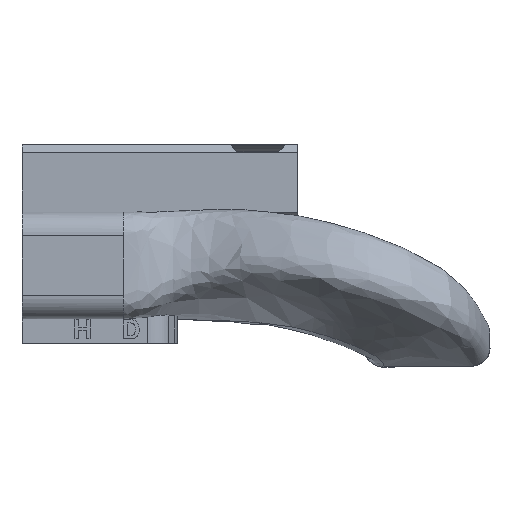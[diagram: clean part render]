
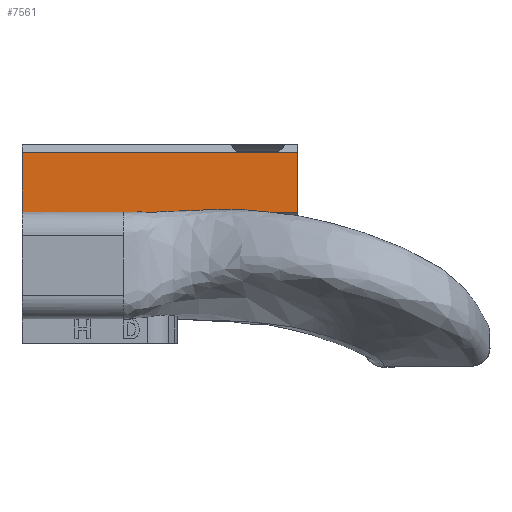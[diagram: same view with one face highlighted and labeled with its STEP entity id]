
A CAD part, left-side view. The second image highlights one B-rep face of the part: STEP entity #7561.
In plain terms, the highlighted planar face has unit normal (-1, 0, 0).
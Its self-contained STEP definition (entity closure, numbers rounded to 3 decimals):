
#195=PLANE('',#7905);
#707=FACE_OUTER_BOUND('',#1120,.T.);
#1120=EDGE_LOOP('',(#6750,#6751,#6752,#6753,#6754,#6755,#6756));
#1487=B_SPLINE_CURVE_WITH_KNOTS('',3,(#24615,#24616,#24617,#24618,#24619,
#24620),.UNSPECIFIED.,.F.,.F.,(4,2,4),(-0.465,-0.254,
0.),.UNSPECIFIED.);
#2010=LINE('',#25804,#2577);
#2242=LINE('',#36869,#2809);
#2246=LINE('',#36876,#2813);
#2253=LINE('',#36894,#2820);
#2254=LINE('',#36896,#2821);
#2255=LINE('',#36897,#2822);
#2577=VECTOR('',#8527,10.);
#2809=VECTOR('',#8971,5.649);
#2813=VECTOR('',#8981,10.);
#2820=VECTOR('',#9008,8.516);
#2821=VECTOR('',#9009,7.5);
#2822=VECTOR('',#9010,27.3);
#3245=VERTEX_POINT('',#24607);
#3246=VERTEX_POINT('',#24614);
#3247=VERTEX_POINT('',#24621);
#3257=VERTEX_POINT('',#25801);
#3258=VERTEX_POINT('',#25803);
#3611=VERTEX_POINT('',#36893);
#3612=VERTEX_POINT('',#36895);
#4155=EDGE_CURVE('',#3245,#3246,#1487,.T.);
#4178=EDGE_CURVE('',#3257,#3258,#2010,.T.);
#4697=EDGE_CURVE('',#3246,#3247,#2242,.T.);
#4701=EDGE_CURVE('',#3247,#3257,#2246,.T.);
#4708=EDGE_CURVE('',#3611,#3245,#2253,.T.);
#4709=EDGE_CURVE('',#3611,#3612,#2254,.T.);
#4710=EDGE_CURVE('',#3612,#3258,#2255,.T.);
#6750=ORIENTED_EDGE('',*,*,#4155,.F.);
#6751=ORIENTED_EDGE('',*,*,#4708,.F.);
#6752=ORIENTED_EDGE('',*,*,#4709,.T.);
#6753=ORIENTED_EDGE('',*,*,#4710,.T.);
#6754=ORIENTED_EDGE('',*,*,#4178,.F.);
#6755=ORIENTED_EDGE('',*,*,#4701,.F.);
#6756=ORIENTED_EDGE('',*,*,#4697,.F.);
#7561=ADVANCED_FACE('',(#707),#195,.T.);
#7905=AXIS2_PLACEMENT_3D('',#36892,#9006,#9007);
#8527=DIRECTION('',(0.,0.,1.));
#8971=DIRECTION('',(0.,1.,0.));
#8981=DIRECTION('',(0.,1.,0.));
#9006=DIRECTION('center_axis',(-1.,0.,0.));
#9007=DIRECTION('ref_axis',(0.,0.,1.));
#9008=DIRECTION('',(0.,1.,0.));
#9009=DIRECTION('',(0.,0.,1.));
#9010=DIRECTION('',(0.,1.,0.));
#24607=CARTESIAN_POINT('',(58.,-5.134,-20.));
#24614=CARTESIAN_POINT('',(58.,2.701,-20.));
#24615=CARTESIAN_POINT('Ctrl Pts',(58.,-5.134,-20.));
#24616=CARTESIAN_POINT('Ctrl Pts',(58.,-3.45,-19.769));
#24617=CARTESIAN_POINT('Ctrl Pts',(58.,-1.722,-19.749));
#24618=CARTESIAN_POINT('Ctrl Pts',(58.,1.213,-19.812));
#24619=CARTESIAN_POINT('Ctrl Pts',(58.,1.86,-19.919));
#24620=CARTESIAN_POINT('Ctrl Pts',(58.,2.701,-20.));
#24621=CARTESIAN_POINT('',(58.,8.35,-20.));
#25801=CARTESIAN_POINT('',(58.,21.15,-20.));
#25803=CARTESIAN_POINT('',(58.,21.15,-12.5));
#25804=CARTESIAN_POINT('',(58.,21.15,-20.));
#36869=CARTESIAN_POINT('',(58.,2.701,-20.));
#36876=CARTESIAN_POINT('',(58.,13.65,-20.));
#36892=CARTESIAN_POINT('Origin',(58.,-13.65,-15.75));
#36893=CARTESIAN_POINT('',(58.,-13.65,-20.));
#36894=CARTESIAN_POINT('',(58.,-13.65,-20.));
#36895=CARTESIAN_POINT('',(58.,-13.65,-12.5));
#36896=CARTESIAN_POINT('',(58.,-13.65,-20.));
#36897=CARTESIAN_POINT('',(58.,-13.65,-12.5));
